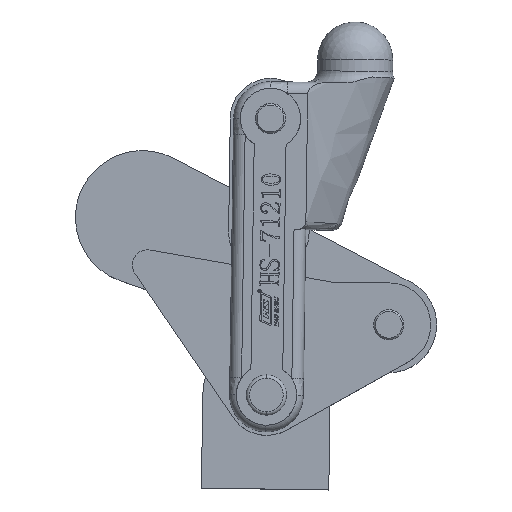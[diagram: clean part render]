
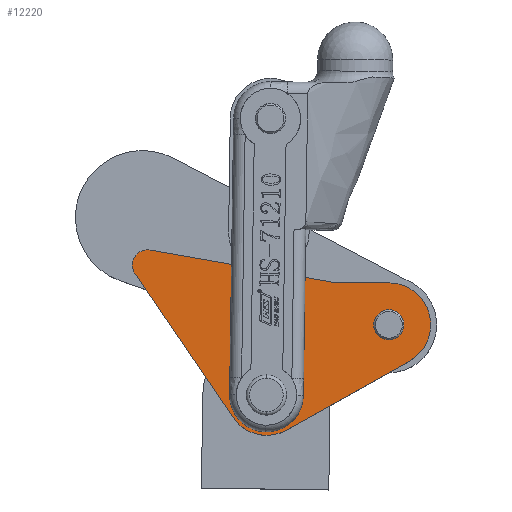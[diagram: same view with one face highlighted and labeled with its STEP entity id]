
A CAD part, top view. The second image highlights one B-rep face of the part: STEP entity #12220.
In plain terms, the highlighted planar face has unit normal (0, 0, 1).
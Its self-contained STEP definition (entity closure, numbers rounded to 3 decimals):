
#1237 = CIRCLE ( 'NONE', #15011, 4.5 ) ;
#1250 = CIRCLE ( 'NONE', #15013, 4.5 ) ;
#1256 = CIRCLE ( 'NONE', #15015, 4.5 ) ;
#1265 = LINE ( 'NONE', #18764, #1272 ) ;
#1272 = VECTOR ( 'NONE', #18769, 1000. ) ;
#1275 = CIRCLE ( 'NONE', #15018, 4.5 ) ;
#1279 = LINE ( 'NONE', #18782, #1282 ) ;
#1282 = VECTOR ( 'NONE', #18783, 1000. ) ;
#1285 = CIRCLE ( 'NONE', #15020, 12.5 ) ;
#1289 = LINE ( 'NONE', #18796, #1292 ) ;
#1292 = VECTOR ( 'NONE', #18797, 1000. ) ;
#1295 = CIRCLE ( 'NONE', #15022, 12. ) ;
#1297 = LINE ( 'NONE', #18808, #1300 ) ;
#1299 = CIRCLE ( 'NONE', #15023, 4.5 ) ;
#1300 = VECTOR ( 'NONE', #18809, 1000. ) ;
#1302 = CIRCLE ( 'NONE', #15025, 4.5 ) ;
#1304 = CIRCLE ( 'NONE', #15027, 4.5 ) ;
#1478 = FACE_BOUND ( 'NONE', #11998, .T. ) ;
#1480 = FACE_OUTER_BOUND ( 'NONE', #12003, .T. ) ;
#1482 = FACE_BOUND ( 'NONE', #12007, .T. ) ;
#10894 = EDGE_CURVE ( 'NONE', #21539, #21541, #1237, .T. ) ;
#10897 = EDGE_CURVE ( 'NONE', #21537, #21532, #1250, .T. ) ;
#10901 = EDGE_CURVE ( 'NONE', #21531, #21528, #1256, .T. ) ;
#10908 = EDGE_CURVE ( 'NONE', #21527, #16383, #1265, .T. ) ;
#10911 = EDGE_CURVE ( 'NONE', #21523, #21527, #1275, .T. ) ;
#10914 = EDGE_CURVE ( 'NONE', #11445, #21523, #1279, .T. ) ;
#10917 = EDGE_CURVE ( 'NONE', #21535, #11445, #1285, .T. ) ;
#10920 = EDGE_CURVE ( 'NONE', #11465, #21535, #1289, .T. ) ;
#10923 = EDGE_CURVE ( 'NONE', #11447, #11465, #1295, .T. ) ;
#10925 = EDGE_CURVE ( 'NONE', #21528, #11447, #1297, .T. ) ;
#10926 = EDGE_CURVE ( 'NONE', #16383, #21531, #1299, .T. ) ;
#10928 = EDGE_CURVE ( 'NONE', #21532, #21537, #1302, .T. ) ;
#10930 = EDGE_CURVE ( 'NONE', #21541, #21539, #1304, .T. ) ;
#11445 = VERTEX_POINT ( 'NONE', #17318 ) ;
#11447 = VERTEX_POINT ( 'NONE', #17302 ) ;
#11465 = VERTEX_POINT ( 'NONE', #17343 ) ;
#11998 = EDGE_LOOP ( 'NONE', ( #21485, #21484 ) ) ;
#12003 = EDGE_LOOP ( 'NONE', ( #21483, #21482, #21481, #21480, #21479, #21478, #21477, #21476, #21475 ) ) ;
#12007 = EDGE_LOOP ( 'NONE', ( #21474, #21473 ) ) ;
#12220 = ADVANCED_FACE ( 'NONE', ( #1478, #1480, #1482 ), #14694, .T. ) ;
#14691 = DIRECTION ( 'NONE',  ( 0., 0., 1. ) ) ;
#14692 = CARTESIAN_POINT ( 'NONE',  ( -31.765, 54.681, 12. ) ) ;
#14694 = PLANE ( 'NONE',  #23117 ) ;
#14695 = DIRECTION ( 'NONE',  ( 1., 0., 0. ) ) ;
#15011 = AXIS2_PLACEMENT_3D ( 'NONE', #18735, #18736, #18737 ) ;
#15013 = AXIS2_PLACEMENT_3D ( 'NONE', #18745, #18746, #18747 ) ;
#15015 = AXIS2_PLACEMENT_3D ( 'NONE', #18755, #18756, #18757 ) ;
#15018 = AXIS2_PLACEMENT_3D ( 'NONE', #18778, #18779, #18780 ) ;
#15020 = AXIS2_PLACEMENT_3D ( 'NONE', #18792, #18793, #18794 ) ;
#15022 = AXIS2_PLACEMENT_3D ( 'NONE', #18805, #18806, #18807 ) ;
#15023 = AXIS2_PLACEMENT_3D ( 'NONE', #18810, #18811, #18812 ) ;
#15025 = AXIS2_PLACEMENT_3D ( 'NONE', #18816, #18817, #18818 ) ;
#15027 = AXIS2_PLACEMENT_3D ( 'NONE', #18824, #18825, #18826 ) ;
#16383 = VERTEX_POINT ( 'NONE', #21813 ) ;
#16855 = CARTESIAN_POINT ( 'NONE',  ( -35.485, 52.15, 12. ) ) ;
#16861 = CARTESIAN_POINT ( 'NONE',  ( 24.825, 49.342, 12. ) ) ;
#16862 = CARTESIAN_POINT ( 'NONE',  ( 24.044, 49.41, 12. ) ) ;
#16864 = CARTESIAN_POINT ( 'NONE',  ( -36.265, 54.681, 12. ) ) ;
#16865 = CARTESIAN_POINT ( 'NONE',  ( 44.735, 36.842, 12. ) ) ;
#16868 = CARTESIAN_POINT ( 'NONE',  ( 46.34, 25.934, 12. ) ) ;
#16870 = CARTESIAN_POINT ( 'NONE',  ( 35.735, 36.842, 12. ) ) ;
#16872 = CARTESIAN_POINT ( 'NONE',  ( -0.765, 15.842, 12. ) ) ;
#16874 = CARTESIAN_POINT ( 'NONE',  ( 8.235, 15.842, 12. ) ) ;
#17302 = CARTESIAN_POINT ( 'NONE',  ( -6.186, 9.091, 12. ) ) ;
#17318 = CARTESIAN_POINT ( 'NONE',  ( 40.235, 49.342, 12. ) ) ;
#17343 = CARTESIAN_POINT ( 'NONE',  ( 9.596, 5.37, 12. ) ) ;
#18735 = CARTESIAN_POINT ( 'NONE',  ( 3.735, 15.842, 12. ) ) ;
#18736 = DIRECTION ( 'NONE',  ( 0., 0., 1. ) ) ;
#18737 = DIRECTION ( 'NONE',  ( 1., 0., 0. ) ) ;
#18745 = CARTESIAN_POINT ( 'NONE',  ( 40.235, 36.842, 12. ) ) ;
#18746 = DIRECTION ( 'NONE',  ( 0., 0., 1. ) ) ;
#18747 = DIRECTION ( 'NONE',  ( 1., 0., 0. ) ) ;
#18755 = CARTESIAN_POINT ( 'NONE',  ( -31.765, 54.681, 12. ) ) ;
#18756 = DIRECTION ( 'NONE',  ( 0., 0., 1. ) ) ;
#18757 = DIRECTION ( 'NONE',  ( 1., 0., 0. ) ) ;
#18764 = CARTESIAN_POINT ( 'NONE',  ( 24.044, 49.41, 12. ) ) ;
#18769 = DIRECTION ( 'NONE',  ( -0.985, 0.174, 0. ) ) ;
#18778 = CARTESIAN_POINT ( 'NONE',  ( 24.825, 53.842, 12. ) ) ;
#18779 = DIRECTION ( 'NONE',  ( 0., 0., -1. ) ) ;
#18780 = DIRECTION ( 'NONE',  ( -1., 0., 0. ) ) ;
#18782 = CARTESIAN_POINT ( 'NONE',  ( 40.235, 49.342, 12. ) ) ;
#18783 = DIRECTION ( 'NONE',  ( -1., 0., 0. ) ) ;
#18792 = CARTESIAN_POINT ( 'NONE',  ( 40.235, 36.842, 12. ) ) ;
#18793 = DIRECTION ( 'NONE',  ( 0., 0., 1. ) ) ;
#18794 = DIRECTION ( 'NONE',  ( 1., 0., 0. ) ) ;
#18796 = CARTESIAN_POINT ( 'NONE',  ( 9.596, 5.37, 12. ) ) ;
#18797 = DIRECTION ( 'NONE',  ( 0.873, 0.488, 0. ) ) ;
#18805 = CARTESIAN_POINT ( 'NONE',  ( 3.735, 15.842, 12. ) ) ;
#18806 = DIRECTION ( 'NONE',  ( 0., 0., 1. ) ) ;
#18807 = DIRECTION ( 'NONE',  ( 1., 0., 0. ) ) ;
#18808 = CARTESIAN_POINT ( 'NONE',  ( -35.485, 52.15, 12. ) ) ;
#18809 = DIRECTION ( 'NONE',  ( 0.563, -0.827, 0. ) ) ;
#18810 = CARTESIAN_POINT ( 'NONE',  ( -31.765, 54.681, 12. ) ) ;
#18811 = DIRECTION ( 'NONE',  ( 0., 0., 1. ) ) ;
#18812 = DIRECTION ( 'NONE',  ( 1., 0., 0. ) ) ;
#18816 = CARTESIAN_POINT ( 'NONE',  ( 40.235, 36.842, 12. ) ) ;
#18817 = DIRECTION ( 'NONE',  ( 0., 0., 1. ) ) ;
#18818 = DIRECTION ( 'NONE',  ( 1., 0., 0. ) ) ;
#18824 = CARTESIAN_POINT ( 'NONE',  ( 3.735, 15.842, 12. ) ) ;
#18825 = DIRECTION ( 'NONE',  ( 0., 0., 1. ) ) ;
#18826 = DIRECTION ( 'NONE',  ( 1., 0., 0. ) ) ;
#21473 = ORIENTED_EDGE ( 'NONE', *, *, #10930, .F. ) ;
#21474 = ORIENTED_EDGE ( 'NONE', *, *, #10894, .F. ) ;
#21475 = ORIENTED_EDGE ( 'NONE', *, *, #10908, .T. ) ;
#21476 = ORIENTED_EDGE ( 'NONE', *, *, #10911, .T. ) ;
#21477 = ORIENTED_EDGE ( 'NONE', *, *, #10914, .T. ) ;
#21478 = ORIENTED_EDGE ( 'NONE', *, *, #10917, .T. ) ;
#21479 = ORIENTED_EDGE ( 'NONE', *, *, #10920, .T. ) ;
#21480 = ORIENTED_EDGE ( 'NONE', *, *, #10923, .T. ) ;
#21481 = ORIENTED_EDGE ( 'NONE', *, *, #10925, .T. ) ;
#21482 = ORIENTED_EDGE ( 'NONE', *, *, #10901, .T. ) ;
#21483 = ORIENTED_EDGE ( 'NONE', *, *, #10926, .T. ) ;
#21484 = ORIENTED_EDGE ( 'NONE', *, *, #10928, .F. ) ;
#21485 = ORIENTED_EDGE ( 'NONE', *, *, #10897, .F. ) ;
#21523 = VERTEX_POINT ( 'NONE', #16861 ) ;
#21527 = VERTEX_POINT ( 'NONE', #16862 ) ;
#21528 = VERTEX_POINT ( 'NONE', #16855 ) ;
#21531 = VERTEX_POINT ( 'NONE', #16864 ) ;
#21532 = VERTEX_POINT ( 'NONE', #16865 ) ;
#21535 = VERTEX_POINT ( 'NONE', #16868 ) ;
#21537 = VERTEX_POINT ( 'NONE', #16870 ) ;
#21539 = VERTEX_POINT ( 'NONE', #16872 ) ;
#21541 = VERTEX_POINT ( 'NONE', #16874 ) ;
#21813 = CARTESIAN_POINT ( 'NONE',  ( -30.983, 59.113, 12. ) ) ;
#23117 = AXIS2_PLACEMENT_3D ( 'NONE', #14692, #14691, #14695 ) ;
